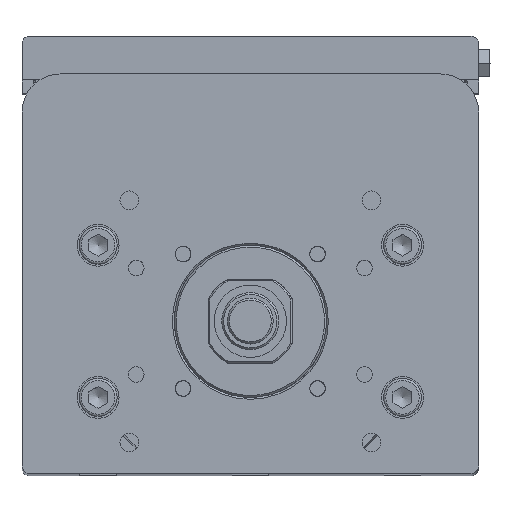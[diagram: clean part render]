
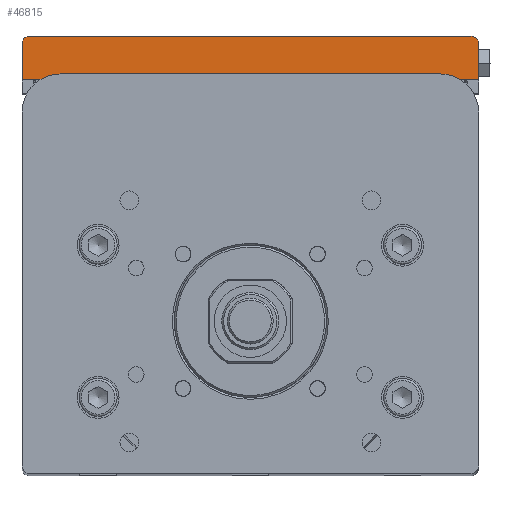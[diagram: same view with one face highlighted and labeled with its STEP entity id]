
A CAD part, top view. The second image highlights one B-rep face of the part: STEP entity #46815.
In plain terms, the highlighted planar face has unit normal (0, 0, 1).
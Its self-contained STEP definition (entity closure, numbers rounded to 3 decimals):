
#1846=PLANE('',#50567);
#3906=FACE_OUTER_BOUND('',#6761,.T.);
#6761=EDGE_LOOP('',(#35080,#35081,#35082,#35083,#35084,#35085,#35086,#35087,
#35088,#35089));
#10400=LINE('',#72370,#14817);
#10415=LINE('',#72403,#14832);
#10491=LINE('',#72627,#14908);
#10492=LINE('',#72629,#14909);
#10493=LINE('',#72630,#14910);
#10494=LINE('',#72632,#14911);
#10495=LINE('',#72636,#14912);
#10496=LINE('',#72639,#14913);
#14817=VECTOR('',#58027,10.);
#14832=VECTOR('',#58046,10.);
#14908=VECTOR('',#58234,10.);
#14909=VECTOR('',#58235,10.);
#14910=VECTOR('',#58236,10.);
#14911=VECTOR('',#58237,10.);
#14912=VECTOR('',#58240,10.);
#14913=VECTOR('',#58243,10.);
#18308=CIRCLE('',#50568,2.);
#18309=CIRCLE('',#50569,2.);
#21046=VERTEX_POINT('',#72367);
#21047=VERTEX_POINT('',#72369);
#21062=VERTEX_POINT('',#72401);
#21063=VERTEX_POINT('',#72402);
#21155=VERTEX_POINT('',#72626);
#21156=VERTEX_POINT('',#72628);
#21157=VERTEX_POINT('',#72631);
#21158=VERTEX_POINT('',#72633);
#21159=VERTEX_POINT('',#72635);
#21160=VERTEX_POINT('',#72637);
#26098=EDGE_CURVE('',#21047,#21046,#10400,.T.);
#26114=EDGE_CURVE('',#21062,#21063,#10415,.T.);
#26223=EDGE_CURVE('',#21155,#21046,#10491,.T.);
#26224=EDGE_CURVE('',#21156,#21155,#10492,.T.);
#26225=EDGE_CURVE('',#21062,#21156,#10493,.T.);
#26226=EDGE_CURVE('',#21157,#21063,#10494,.T.);
#26227=EDGE_CURVE('',#21158,#21157,#18308,.T.);
#26228=EDGE_CURVE('',#21158,#21159,#10495,.T.);
#26229=EDGE_CURVE('',#21160,#21159,#18309,.T.);
#26230=EDGE_CURVE('',#21160,#21047,#10496,.T.);
#35080=ORIENTED_EDGE('',*,*,#26098,.T.);
#35081=ORIENTED_EDGE('',*,*,#26223,.F.);
#35082=ORIENTED_EDGE('',*,*,#26224,.F.);
#35083=ORIENTED_EDGE('',*,*,#26225,.F.);
#35084=ORIENTED_EDGE('',*,*,#26114,.T.);
#35085=ORIENTED_EDGE('',*,*,#26226,.F.);
#35086=ORIENTED_EDGE('',*,*,#26227,.F.);
#35087=ORIENTED_EDGE('',*,*,#26228,.T.);
#35088=ORIENTED_EDGE('',*,*,#26229,.F.);
#35089=ORIENTED_EDGE('',*,*,#26230,.T.);
#46815=ADVANCED_FACE('',(#3906),#1846,.T.);
#50567=AXIS2_PLACEMENT_3D('',#72625,#58232,#58233);
#50568=AXIS2_PLACEMENT_3D('',#72634,#58238,#58239);
#50569=AXIS2_PLACEMENT_3D('',#72638,#58241,#58242);
#58027=DIRECTION('',(1.,0.,0.));
#58046=DIRECTION('',(1.,0.,0.));
#58232=DIRECTION('center_axis',(0.,0.,
1.));
#58233=DIRECTION('ref_axis',(-1.,0.,0.));
#58234=DIRECTION('',(0.,1.,0.));
#58235=DIRECTION('',(-1.,0.,0.));
#58236=DIRECTION('',(0.,-1.,0.));
#58237=DIRECTION('',(0.,-1.,0.));
#58238=DIRECTION('center_axis',(0.,0.,
-1.));
#58239=DIRECTION('ref_axis',(0.707,0.707,0.));
#58240=DIRECTION('',(-1.,0.,0.));
#58241=DIRECTION('center_axis',(0.,0.,
-1.));
#58242=DIRECTION('ref_axis',(-0.707,0.707,0.));
#58243=DIRECTION('',(0.,-1.,0.));
#72367=CARTESIAN_POINT('',(-21.,63.5,90.));
#72369=CARTESIAN_POINT('',(-60.,63.5,90.));
#72370=CARTESIAN_POINT('',(10.,63.5,90.));
#72401=CARTESIAN_POINT('',(21.,63.5,90.));
#72402=CARTESIAN_POINT('',(60.,63.5,90.));
#72403=CARTESIAN_POINT('',(50.,63.5,90.));
#72625=CARTESIAN_POINT('Origin',(60.,75.,90.));
#72626=CARTESIAN_POINT('',(-21.,60.,90.));
#72627=CARTESIAN_POINT('',(-21.,67.5,90.));
#72628=CARTESIAN_POINT('',(21.,60.,90.));
#72629=CARTESIAN_POINT('',(60.,60.,90.));
#72630=CARTESIAN_POINT('',(21.,67.5,90.));
#72631=CARTESIAN_POINT('',(60.,73.,90.));
#72632=CARTESIAN_POINT('',(60.,75.,90.));
#72633=CARTESIAN_POINT('',(58.,75.,90.));
#72634=CARTESIAN_POINT('Origin',(58.,73.,90.));
#72635=CARTESIAN_POINT('',(-58.,75.,90.));
#72636=CARTESIAN_POINT('',(60.,75.,90.));
#72637=CARTESIAN_POINT('',(-60.,73.,90.));
#72638=CARTESIAN_POINT('Origin',(-58.,73.,90.));
#72639=CARTESIAN_POINT('',(-60.,75.,90.));
